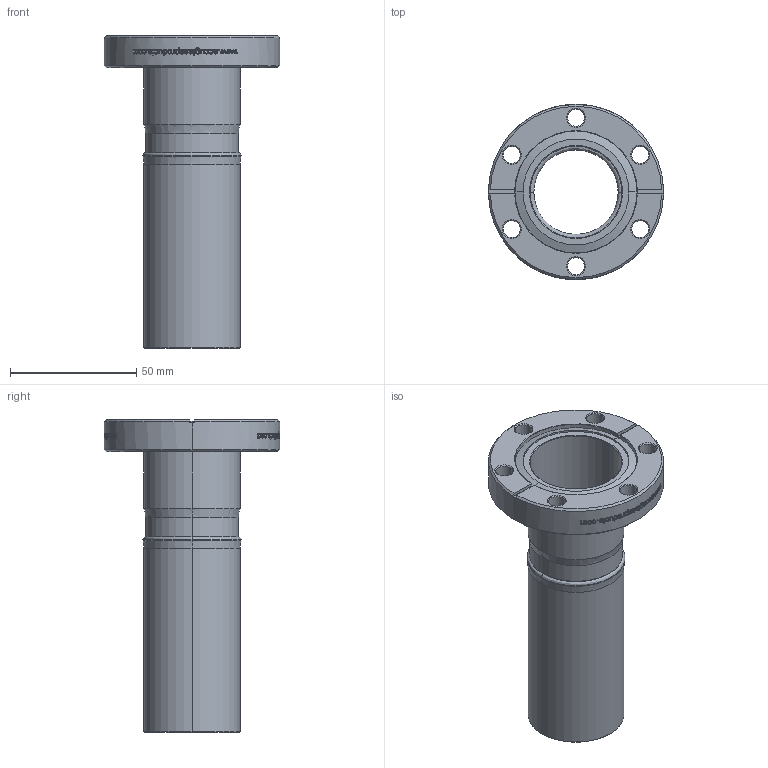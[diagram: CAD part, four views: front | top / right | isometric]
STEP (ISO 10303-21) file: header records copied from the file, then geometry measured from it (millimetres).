
FILE_DESCRIPTION (( 'STEP AP203' ), '1' );
FILE_NAME ('211022.stp', '2018-05-21T17:57:12', ( '' ), ( '' ), 'SwSTEP 2.0', 'SolidWorks 2012', '' );
FILE_SCHEMA (( 'CONFIG_CONTROL_DESIGN' ));
Length unit declared in the file: centimetre
Products named in the file (1): 211022
Bounding box: 69.34 x 69.34 x 123.83 mm (x, y, z)
Volume: 51580.6 mm3; surface area: 36590.2 mm2
Topology: 1 solids, 1 shells, 893 faces, 2447 edges, 1617 vertices
Faces by surface type: bspline 526, plane 239, cylinder 88, cone 40
Entity records: 67427 total; most frequent: CARTESIAN_POINT 47920, ORIENTED_EDGE 4894, DIRECTION 2532, EDGE_CURVE 2447, VERTEX_POINT 1617, B_SPLINE_CURVE_WITH_KNOTS 1036, LINE 1026, VECTOR 1026
